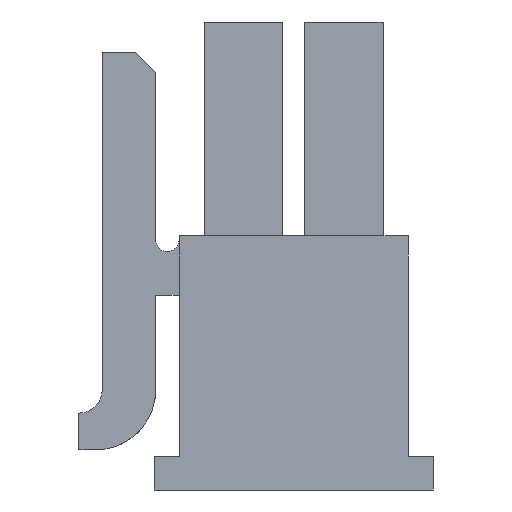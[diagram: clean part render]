
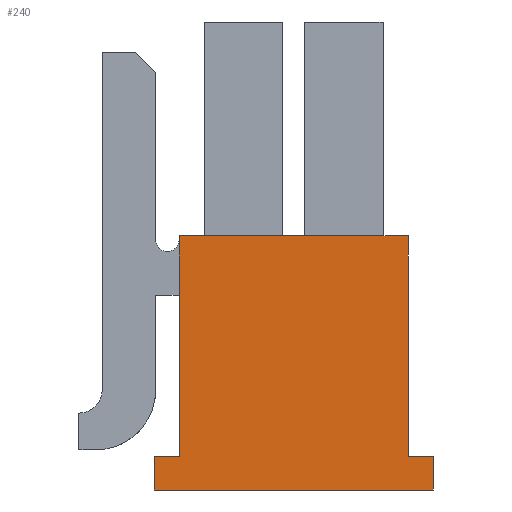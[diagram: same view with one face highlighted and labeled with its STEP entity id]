
A CAD part, front view. The second image highlights one B-rep face of the part: STEP entity #240.
In plain terms, the highlighted planar face has unit normal (0, -1, 0).
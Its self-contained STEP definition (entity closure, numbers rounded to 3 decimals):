
#240 = ADVANCED_FACE( '', ( #511 ), #512, .F. );
#511 = FACE_OUTER_BOUND( '', #794, .T. );
#512 = PLANE( '', #795 );
#794 = EDGE_LOOP( '', ( #1475, #1476, #1477, #1478, #1479, #1480, #1481, #1482 ) );
#795 = AXIS2_PLACEMENT_3D( '', #1483, #1484, #1485 );
#1475 = ORIENTED_EDGE( '', *, *, #1870, .F. );
#1476 = ORIENTED_EDGE( '', *, *, #1922, .T. );
#1477 = ORIENTED_EDGE( '', *, *, #1928, .F. );
#1478 = ORIENTED_EDGE( '', *, *, #1909, .F. );
#1479 = ORIENTED_EDGE( '', *, *, #1831, .F. );
#1480 = ORIENTED_EDGE( '', *, *, #1943, .T. );
#1481 = ORIENTED_EDGE( '', *, *, #1688, .F. );
#1482 = ORIENTED_EDGE( '', *, *, #1904, .F. );
#1483 = CARTESIAN_POINT( '', ( 0., -3.425, 0. ) );
#1484 = DIRECTION( '', ( 0., 1., 0. ) );
#1485 = DIRECTION( '', ( 0., 0., 1. ) );
#1688 = EDGE_CURVE( '', #2027, #2029, #2030, .T. );
#1831 = EDGE_CURVE( '', #2262, #2260, #2264, .T. );
#1870 = EDGE_CURVE( '', #2317, #2318, #2319, .T. );
#1904 = EDGE_CURVE( '', #2318, #2027, #2362, .T. );
#1909 = EDGE_CURVE( '', #2260, #2366, #2368, .T. );
#1922 = EDGE_CURVE( '', #2317, #2383, #2385, .T. );
#1928 = EDGE_CURVE( '', #2366, #2383, #2392, .T. );
#1943 = EDGE_CURVE( '', #2262, #2029, #2408, .T. );
#2027 = VERTEX_POINT( '', #2518 );
#2029 = VERTEX_POINT( '', #2521 );
#2030 = LINE( '', #2522, #2523 );
#2260 = VERTEX_POINT( '', #2862 );
#2262 = VERTEX_POINT( '', #2865 );
#2264 = LINE( '', #2868, #2869 );
#2317 = VERTEX_POINT( '', #2948 );
#2318 = VERTEX_POINT( '', #2949 );
#2319 = LINE( '', #2950, #2951 );
#2362 = LINE( '', #3012, #3013 );
#2366 = VERTEX_POINT( '', #3018 );
#2368 = LINE( '', #3021, #3022 );
#2383 = VERTEX_POINT( '', #3044 );
#2385 = LINE( '', #3047, #3048 );
#2392 = LINE( '', #3059, #3060 );
#2408 = LINE( '', #3084, #3085 );
#2518 = CARTESIAN_POINT( '', ( 3.8, -3.425, -3.8 ) );
#2521 = CARTESIAN_POINT( '', ( -4.55, -3.425, -3.8 ) );
#2522 = CARTESIAN_POINT( '', ( 3.8, -3.425, -3.8 ) );
#2523 = VECTOR( '', #3148, 1000. );
#2862 = CARTESIAN_POINT( '', ( -3.8, -3.425, -2.8 ) );
#2865 = CARTESIAN_POINT( '', ( -4.55, -3.425, -2.8 ) );
#2868 = CARTESIAN_POINT( '', ( -4.55, -3.425, -2.8 ) );
#2869 = VECTOR( '', #3272, 1000. );
#2948 = CARTESIAN_POINT( '', ( 3.05, -3.425, -2.8 ) );
#2949 = CARTESIAN_POINT( '', ( 3.8, -3.425, -2.8 ) );
#2950 = CARTESIAN_POINT( '', ( 0., -3.425, -2.8 ) );
#2951 = VECTOR( '', #3299, 1000. );
#3012 = CARTESIAN_POINT( '', ( 3.8, -3.425, 3.8 ) );
#3013 = VECTOR( '', #3333, 1000. );
#3018 = CARTESIAN_POINT( '', ( -3.8, -3.425, 3.8 ) );
#3021 = CARTESIAN_POINT( '', ( -3.8, -3.425, -3.8 ) );
#3022 = VECTOR( '', #3336, 1000. );
#3044 = CARTESIAN_POINT( '', ( 3.05, -3.425, 3.8 ) );
#3047 = CARTESIAN_POINT( '', ( 3.05, -3.425, -2.8 ) );
#3048 = VECTOR( '', #3345, 1000. );
#3059 = CARTESIAN_POINT( '', ( -3.8, -3.425, 3.8 ) );
#3060 = VECTOR( '', #3350, 1000. );
#3084 = CARTESIAN_POINT( '', ( -4.55, -3.425, -2.8 ) );
#3085 = VECTOR( '', #3359, 1000. );
#3148 = DIRECTION( '', ( -1., 0., 0. ) );
#3272 = DIRECTION( '', ( 1., 0., 0. ) );
#3299 = DIRECTION( '', ( 1., 0., 0. ) );
#3333 = DIRECTION( '', ( 0., 0., -1. ) );
#3336 = DIRECTION( '', ( 0., 0., 1. ) );
#3345 = DIRECTION( '', ( 0., 0., 1. ) );
#3350 = DIRECTION( '', ( 1., 0., 0. ) );
#3359 = DIRECTION( '', ( 0., 0., -1. ) );
